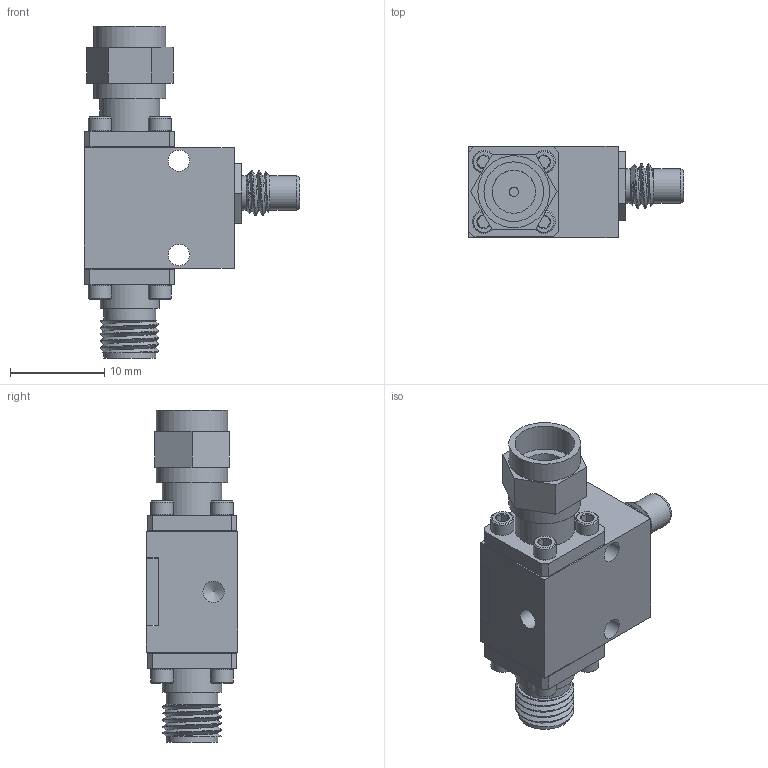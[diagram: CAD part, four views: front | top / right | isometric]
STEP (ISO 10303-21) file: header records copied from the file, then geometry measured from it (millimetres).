
FILE_DESCRIPTION (( 'STEP AP203' ), '1' );
FILE_NAME ('stp-cry bias t with smc.STEP', '2022-02-04T16:41:01', ( '' ), ( '' ), 'SwSTEP 2.0', 'SolidWorks 2016', '' );
FILE_SCHEMA (( 'CONFIG_CONTROL_DESIGN' ));
Length unit declared in the file: inch
Products named in the file (1): stp-cry bias t with smc
Bounding box: 22.83 x 9.65 x 35.18 mm (x, y, z)
Volume: 2558.5 mm3; surface area: 3672.5 mm2
Topology: 16 solids, 16 shells, 577 faces, 1391 edges, 895 vertices
Faces by surface type: plane 291, cone 117, cylinder 94, bspline 75
Full cylindrical faces by diameter (mm): 0.508 x1, 0.965 x3, 0.991 x1, 1.016 x1, 1.191 x10, 1.227 x1, 1.321 x1, 1.524 x1, 1.702 x8, 1.778 x2, 1.943 x1, 2.261 x3, 2.438 x8, 2.667 x1, 3.023 x1, 3.073 x1, 3.327 x1, 3.67 x2, 3.81 x1, 4.039 x1, 4.089 x2, 4.572 x2, 4.813 x1, 5.489 x2, 6.299 x1, 6.325 x2, 7.62 x2
Entity records: 27840 total; most frequent: CARTESIAN_POINT 15838, ORIENTED_EDGE 2484, DIRECTION 2112, EDGE_CURVE 1242, VERTEX_POINT 855, AXIS2_PLACEMENT_3D 775, EDGE_LOOP 765, FACE_OUTER_BOUND 638
